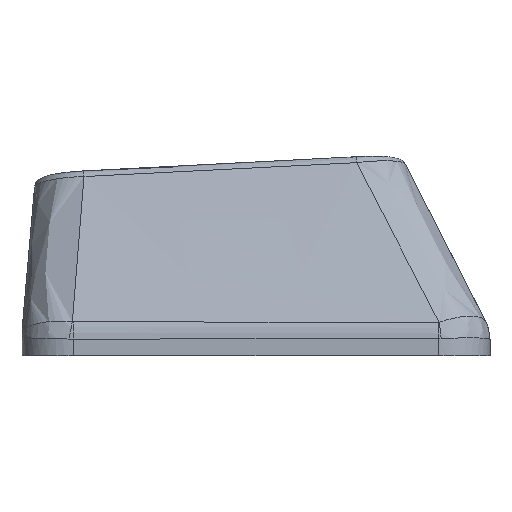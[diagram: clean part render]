
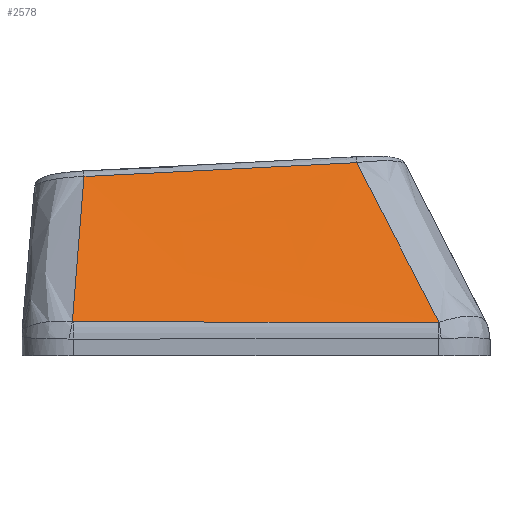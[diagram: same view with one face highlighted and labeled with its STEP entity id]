
A CAD part, left-side view. The second image highlights one B-rep face of the part: STEP entity #2578.
In plain terms, the highlighted free-form (B-spline) face has degree [3, 3] with [4, 4] control points.
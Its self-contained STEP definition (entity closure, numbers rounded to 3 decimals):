
#51=B_SPLINE_SURFACE_WITH_KNOTS('',3,3,((#6391,#6392,#6393,#6394),(#6395,
#6396,#6397,#6398),(#6399,#6400,#6401,#6402),(#6403,#6404,#6405,#6406)),
 .UNSPECIFIED.,.F.,.F.,.F.,(4,4),(4,4),(0.107,0.899),
(0.039,0.956),.UNSPECIFIED.);
#257=FACE_OUTER_BOUND('',#370,.T.);
#370=EDGE_LOOP('',(#2176,#2177,#2178,#2179,#2180,#2181));
#801=B_SPLINE_CURVE_WITH_KNOTS('',3,(#6001,#6002,#6003,#6004),
 .UNSPECIFIED.,.F.,.F.,(4,4),(0.,0.003),
 .UNSPECIFIED.);
#802=B_SPLINE_CURVE_WITH_KNOTS('',3,(#6022,#6023,#6024,#6025),
 .UNSPECIFIED.,.F.,.F.,(4,4),(-1.416,0.),.UNSPECIFIED.);
#805=B_SPLINE_CURVE_WITH_KNOTS('',3,(#6055,#6056,#6057,#6058),
 .UNSPECIFIED.,.F.,.F.,(4,4),(0.,0.004),
 .UNSPECIFIED.);
#822=B_SPLINE_CURVE_WITH_KNOTS('',3,(#6377,#6378,#6379,#6380),
 .UNSPECIFIED.,.F.,.F.,(4,4),(-0.661,-0.029),
 .UNSPECIFIED.);
#825=B_SPLINE_CURVE_WITH_KNOTS('',3,(#6408,#6409,#6410,#6411),
 .UNSPECIFIED.,.F.,.F.,(4,4),(0.032,0.785),
 .UNSPECIFIED.);
#826=B_SPLINE_CURVE_WITH_KNOTS('',3,(#6412,#6413,#6414,#6415),
 .UNSPECIFIED.,.F.,.F.,(4,4),(0.,1.059),.UNSPECIFIED.);
#1139=VERTEX_POINT('',#5963);
#1141=VERTEX_POINT('',#5994);
#1143=VERTEX_POINT('',#6021);
#1145=VERTEX_POINT('',#6048);
#1163=VERTEX_POINT('',#6376);
#1165=VERTEX_POINT('',#6407);
#1532=EDGE_CURVE('',#1139,#1141,#801,.T.);
#1533=EDGE_CURVE('',#1141,#1143,#802,.T.);
#1538=EDGE_CURVE('',#1143,#1145,#805,.T.);
#1565=EDGE_CURVE('',#1145,#1163,#822,.T.);
#1568=EDGE_CURVE('',#1165,#1139,#825,.T.);
#1569=EDGE_CURVE('',#1163,#1165,#826,.T.);
#2176=ORIENTED_EDGE('',*,*,#1538,.F.);
#2177=ORIENTED_EDGE('',*,*,#1533,.F.);
#2178=ORIENTED_EDGE('',*,*,#1532,.F.);
#2179=ORIENTED_EDGE('',*,*,#1568,.F.);
#2180=ORIENTED_EDGE('',*,*,#1569,.F.);
#2181=ORIENTED_EDGE('',*,*,#1565,.F.);
#2578=ADVANCED_FACE('',(#257),#51,.F.);
#5963=CARTESIAN_POINT('',(-16.087,-7.107,0.299));
#5994=CARTESIAN_POINT('',(-16.088,-7.079,0.298));
#6001=CARTESIAN_POINT('Ctrl Pts',(-16.087,-7.107,0.299));
#6002=CARTESIAN_POINT('Ctrl Pts',(-16.087,-7.098,0.298));
#6003=CARTESIAN_POINT('Ctrl Pts',(-16.088,-7.088,0.298));
#6004=CARTESIAN_POINT('Ctrl Pts',(-16.088,-7.079,0.298));
#6021=CARTESIAN_POINT('',(-16.065,7.082,0.318));
#6022=CARTESIAN_POINT('Ctrl Pts',(-16.088,-7.079,0.298));
#6023=CARTESIAN_POINT('Ctrl Pts',(-16.081,-2.359,0.304));
#6024=CARTESIAN_POINT('Ctrl Pts',(-16.073,2.361,0.311));
#6025=CARTESIAN_POINT('Ctrl Pts',(-16.065,7.082,0.318));
#6048=CARTESIAN_POINT('',(-16.063,7.125,0.322));
#6055=CARTESIAN_POINT('Ctrl Pts',(-16.065,7.082,0.318));
#6056=CARTESIAN_POINT('Ctrl Pts',(-16.065,7.096,0.318));
#6057=CARTESIAN_POINT('Ctrl Pts',(-16.064,7.111,0.319));
#6058=CARTESIAN_POINT('Ctrl Pts',(-16.063,7.125,0.322));
#6376=CARTESIAN_POINT('',(-13.24,6.675,5.956));
#6377=CARTESIAN_POINT('Ctrl Pts',(-16.063,7.125,0.322));
#6378=CARTESIAN_POINT('Ctrl Pts',(-15.119,6.972,2.199));
#6379=CARTESIAN_POINT('Ctrl Pts',(-14.178,6.821,4.077));
#6380=CARTESIAN_POINT('Ctrl Pts',(-13.24,6.675,5.956));
#6391=CARTESIAN_POINT('Ctrl Pts',(-13.234,7.033,5.949));
#6392=CARTESIAN_POINT('Ctrl Pts',(-14.185,7.064,4.057));
#6393=CARTESIAN_POINT('Ctrl Pts',(-15.136,7.095,2.164));
#6394=CARTESIAN_POINT('Ctrl Pts',(-16.088,7.126,0.272));
#6395=CARTESIAN_POINT('Ctrl Pts',(-13.234,3.263,6.137));
#6396=CARTESIAN_POINT('Ctrl Pts',(-14.185,2.969,4.185));
#6397=CARTESIAN_POINT('Ctrl Pts',(-15.136,2.675,2.233));
#6398=CARTESIAN_POINT('Ctrl Pts',(-16.088,2.382,0.28));
#6399=CARTESIAN_POINT('Ctrl Pts',(-13.234,-0.506,
6.324));
#6400=CARTESIAN_POINT('Ctrl Pts',(-14.185,-1.125,4.313));
#6401=CARTESIAN_POINT('Ctrl Pts',(-15.136,-1.744,2.301));
#6402=CARTESIAN_POINT('Ctrl Pts',(-16.088,-2.363,0.289));
#6403=CARTESIAN_POINT('Ctrl Pts',(-13.234,-4.275,6.512));
#6404=CARTESIAN_POINT('Ctrl Pts',(-14.185,-5.219,4.441));
#6405=CARTESIAN_POINT('Ctrl Pts',(-15.136,-6.163,2.369));
#6406=CARTESIAN_POINT('Ctrl Pts',(-16.088,-7.107,0.298));
#6407=CARTESIAN_POINT('',(-13.234,-3.9,6.494));
#6408=CARTESIAN_POINT('Ctrl Pts',(-13.234,-3.9,6.494));
#6409=CARTESIAN_POINT('Ctrl Pts',(-14.188,-4.972,4.431));
#6410=CARTESIAN_POINT('Ctrl Pts',(-15.138,-6.04,2.366));
#6411=CARTESIAN_POINT('Ctrl Pts',(-16.087,-7.107,0.299));
#6412=CARTESIAN_POINT('Ctrl Pts',(-13.24,6.675,5.956));
#6413=CARTESIAN_POINT('Ctrl Pts',(-13.238,3.15,6.135));
#6414=CARTESIAN_POINT('Ctrl Pts',(-13.236,-0.375,6.314));
#6415=CARTESIAN_POINT('Ctrl Pts',(-13.234,-3.9,6.494));
